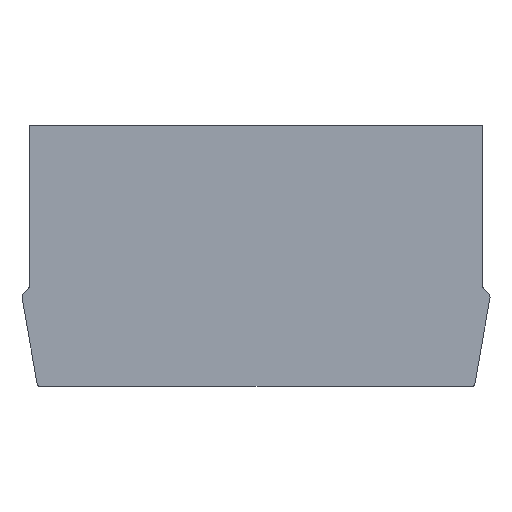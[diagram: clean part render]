
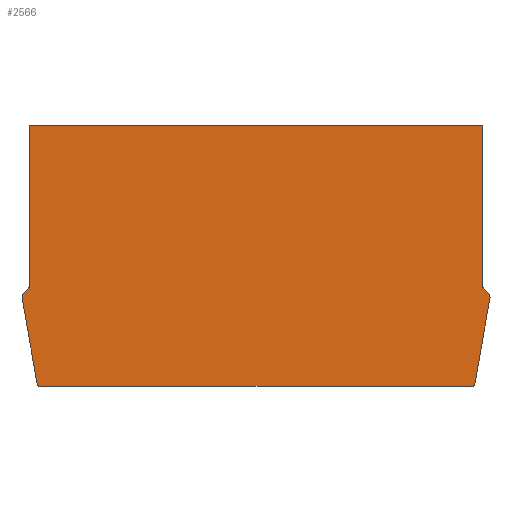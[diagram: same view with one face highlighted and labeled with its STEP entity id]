
A CAD part, left-side view. The second image highlights one B-rep face of the part: STEP entity #2566.
In plain terms, the highlighted planar face has unit normal (-1, 0, 0).
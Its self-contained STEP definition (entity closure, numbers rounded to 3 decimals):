
#229=LINE('',#4309,#467);
#231=LINE('',#4313,#469);
#234=LINE('',#4321,#472);
#237=LINE('',#4329,#475);
#239=LINE('',#4333,#477);
#241=LINE('',#4337,#479);
#244=LINE('',#4345,#482);
#247=LINE('',#4353,#485);
#249=LINE('',#4357,#487);
#252=LINE('',#4364,#490);
#467=VECTOR('',#3549,10.247);
#469=VECTOR('',#3553,0.25);
#472=VECTOR('',#3562,0.995);
#475=VECTOR('',#3571,18.854);
#477=VECTOR('',#3575,53.1);
#479=VECTOR('',#3579,18.854);
#482=VECTOR('',#3588,0.995);
#485=VECTOR('',#3597,0.25);
#487=VECTOR('',#3601,10.238);
#490=VECTOR('',#3610,50.651);
#568=PLANE('',#2836);
#794=FACE_OUTER_BOUND('',#958,.T.);
#958=EDGE_LOOP('',(#2407,#2408,#2409,#2410,#2411,#2412,#2413,#2414,#2415,
#2416,#2417,#2418,#2419,#2420,#2421,#2422));
#1079=CIRCLE('',#2815,0.3);
#1080=CIRCLE('',#2819,0.2);
#1081=CIRCLE('',#2822,0.3);
#1082=CIRCLE('',#2827,0.3);
#1083=CIRCLE('',#2830,0.2);
#1084=CIRCLE('',#2834,0.3);
#1315=VERTEX_POINT('',#4302);
#1316=VERTEX_POINT('',#4303);
#1317=VERTEX_POINT('',#4308);
#1318=VERTEX_POINT('',#4312);
#1319=VERTEX_POINT('',#4316);
#1320=VERTEX_POINT('',#4320);
#1321=VERTEX_POINT('',#4324);
#1322=VERTEX_POINT('',#4328);
#1323=VERTEX_POINT('',#4332);
#1324=VERTEX_POINT('',#4336);
#1325=VERTEX_POINT('',#4340);
#1326=VERTEX_POINT('',#4344);
#1327=VERTEX_POINT('',#4348);
#1328=VERTEX_POINT('',#4352);
#1329=VERTEX_POINT('',#4356);
#1330=VERTEX_POINT('',#4360);
#1663=EDGE_CURVE('',#1315,#1316,#1079,.T.);
#1666=EDGE_CURVE('',#1317,#1315,#229,.T.);
#1668=EDGE_CURVE('',#1318,#1317,#231,.T.);
#1670=EDGE_CURVE('',#1319,#1318,#1080,.T.);
#1672=EDGE_CURVE('',#1320,#1319,#234,.T.);
#1674=EDGE_CURVE('',#1321,#1320,#1081,.T.);
#1676=EDGE_CURVE('',#1322,#1321,#237,.T.);
#1678=EDGE_CURVE('',#1323,#1322,#239,.T.);
#1680=EDGE_CURVE('',#1324,#1323,#241,.T.);
#1682=EDGE_CURVE('',#1325,#1324,#1082,.T.);
#1684=EDGE_CURVE('',#1326,#1325,#244,.T.);
#1686=EDGE_CURVE('',#1327,#1326,#1083,.T.);
#1688=EDGE_CURVE('',#1328,#1327,#247,.T.);
#1690=EDGE_CURVE('',#1329,#1328,#249,.T.);
#1692=EDGE_CURVE('',#1330,#1329,#1084,.T.);
#1694=EDGE_CURVE('',#1316,#1330,#252,.T.);
#2407=ORIENTED_EDGE('',*,*,#1694,.F.);
#2408=ORIENTED_EDGE('',*,*,#1663,.F.);
#2409=ORIENTED_EDGE('',*,*,#1666,.F.);
#2410=ORIENTED_EDGE('',*,*,#1668,.F.);
#2411=ORIENTED_EDGE('',*,*,#1670,.F.);
#2412=ORIENTED_EDGE('',*,*,#1672,.F.);
#2413=ORIENTED_EDGE('',*,*,#1674,.F.);
#2414=ORIENTED_EDGE('',*,*,#1676,.F.);
#2415=ORIENTED_EDGE('',*,*,#1678,.F.);
#2416=ORIENTED_EDGE('',*,*,#1680,.F.);
#2417=ORIENTED_EDGE('',*,*,#1682,.F.);
#2418=ORIENTED_EDGE('',*,*,#1684,.F.);
#2419=ORIENTED_EDGE('',*,*,#1686,.F.);
#2420=ORIENTED_EDGE('',*,*,#1688,.F.);
#2421=ORIENTED_EDGE('',*,*,#1690,.F.);
#2422=ORIENTED_EDGE('',*,*,#1692,.F.);
#2566=ADVANCED_FACE('',(#794),#568,.F.);
#2815=AXIS2_PLACEMENT_3D('',#4304,#3543,#3544);
#2819=AXIS2_PLACEMENT_3D('',#4317,#3557,#3558);
#2822=AXIS2_PLACEMENT_3D('',#4325,#3566,#3567);
#2827=AXIS2_PLACEMENT_3D('',#4341,#3583,#3584);
#2830=AXIS2_PLACEMENT_3D('',#4349,#3592,#3593);
#2834=AXIS2_PLACEMENT_3D('',#4361,#3605,#3606);
#2836=AXIS2_PLACEMENT_3D('',#4365,#3611,#3612);
#3543=DIRECTION('center_axis',(1.,0.,0.));
#3544=DIRECTION('ref_axis',(0.,-0.985,-0.174));
#3549=DIRECTION('',(0.,0.174,-0.985));
#3553=DIRECTION('',(0.,0.,-1.));
#3557=DIRECTION('center_axis',(1.,0.,0.));
#3558=DIRECTION('ref_axis',(0.,-0.707,0.707));
#3562=DIRECTION('',(0.,-0.707,-0.707));
#3566=DIRECTION('center_axis',(-1.,0.,0.));
#3567=DIRECTION('ref_axis',(0.,-0.707,0.707));
#3571=DIRECTION('',(0.,0.,-1.));
#3575=DIRECTION('',(0.,-1.,0.));
#3579=DIRECTION('',(0.,0.,1.));
#3583=DIRECTION('center_axis',(-1.,0.,0.));
#3584=DIRECTION('ref_axis',(0.,1.,0.));
#3588=DIRECTION('',(0.,-0.707,0.707));
#3592=DIRECTION('center_axis',(1.,0.,0.));
#3593=DIRECTION('ref_axis',(0.,1.,0.));
#3597=DIRECTION('',(0.,0.,1.));
#3601=DIRECTION('',(0.,0.174,0.985));
#3605=DIRECTION('center_axis',(1.,0.,0.));
#3606=DIRECTION('ref_axis',(0.,0.,-1.));
#3610=DIRECTION('',(0.,1.,0.));
#3611=DIRECTION('center_axis',(1.,0.,0.));
#3612=DIRECTION('ref_axis',(0.,0.,-1.));
#4302=CARTESIAN_POINT('',(0.,0.929,-30.252));
#4303=CARTESIAN_POINT('',(0.,1.224,-30.5));
#4304=CARTESIAN_POINT('Origin',(0.,1.224,-30.2));
#4308=CARTESIAN_POINT('',(0.,-0.85,-20.161));
#4309=CARTESIAN_POINT('',(0.,-0.85,-20.161));
#4312=CARTESIAN_POINT('',(0.,-0.85,-19.911));
#4313=CARTESIAN_POINT('',(0.,-0.85,-19.911));
#4316=CARTESIAN_POINT('',(0.,-0.792,-19.77));
#4317=CARTESIAN_POINT('Origin',(0.,-0.65,-19.911));
#4320=CARTESIAN_POINT('',(0.,-0.088,-19.066));
#4321=CARTESIAN_POINT('',(0.,-0.088,-19.066));
#4324=CARTESIAN_POINT('',(0.,0.,-18.854));
#4325=CARTESIAN_POINT('Origin',(0.,-0.3,-18.854));
#4328=CARTESIAN_POINT('',(0.,0.,0.));
#4329=CARTESIAN_POINT('',(0.,0.,0.));
#4332=CARTESIAN_POINT('',(0.,53.1,0.));
#4333=CARTESIAN_POINT('',(0.,53.1,0.));
#4336=CARTESIAN_POINT('',(0.,53.1,-18.854));
#4337=CARTESIAN_POINT('',(0.,53.1,-18.854));
#4340=CARTESIAN_POINT('',(0.,53.188,-19.066));
#4341=CARTESIAN_POINT('Origin',(0.,53.4,-18.854));
#4344=CARTESIAN_POINT('',(0.,53.891,-19.77));
#4345=CARTESIAN_POINT('',(0.,53.891,-19.77));
#4348=CARTESIAN_POINT('',(0.,53.95,-19.911));
#4349=CARTESIAN_POINT('Origin',(0.,53.75,-19.911));
#4352=CARTESIAN_POINT('',(0.,53.95,-20.161));
#4353=CARTESIAN_POINT('',(0.,53.95,-20.161));
#4356=CARTESIAN_POINT('',(0.,52.172,-30.243));
#4357=CARTESIAN_POINT('',(0.,52.172,-30.243));
#4360=CARTESIAN_POINT('',(0.,51.875,-30.5));
#4361=CARTESIAN_POINT('Origin',(0.,51.875,-30.2));
#4364=CARTESIAN_POINT('',(0.,1.224,-30.5));
#4365=CARTESIAN_POINT('Origin',(0.,26.549,-15.067));
